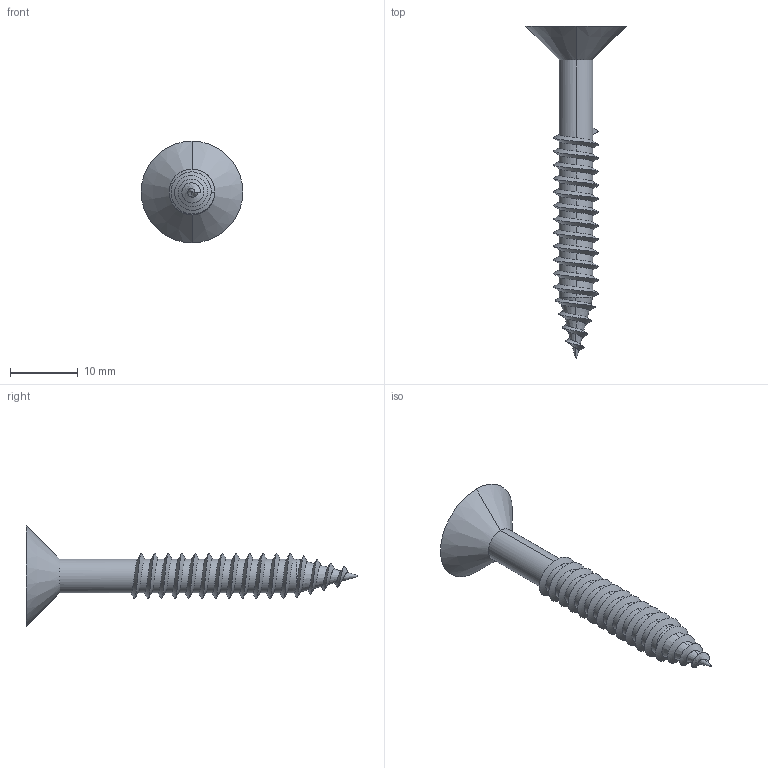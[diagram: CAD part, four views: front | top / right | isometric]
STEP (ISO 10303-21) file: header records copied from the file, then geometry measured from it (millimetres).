
FILE_DESCRIPTION (( 'STEP AP214' ), '1' );
FILE_NAME ('Screw Bolt.STEP', '2012-08-28T23:07:17', ( '' ), ( '' ), 'SwSTEP 2.0', 'SolidWorks 2011', '' );
FILE_SCHEMA (( 'AUTOMOTIVE_DESIGN' ));
Length unit declared in the file: millimetre
Products named in the file (1): Screw Bolt
Bounding box: 15 x 49 x 15 mm (x, y, z)
Volume: 1248 mm3; surface area: 1395.7 mm2
Topology: 1 solids, 1 shells, 66 faces, 180 edges, 117 vertices
Faces by surface type: cylinder 26, plane 25, cone 11, bspline 4
Entity records: 4615 total; most frequent: CARTESIAN_POINT 3116, ORIENTED_EDGE 360, DIRECTION 241, EDGE_CURVE 180, VERTEX_POINT 117, LINE 99, VECTOR 99, AXIS2_PLACEMENT_3D 71
